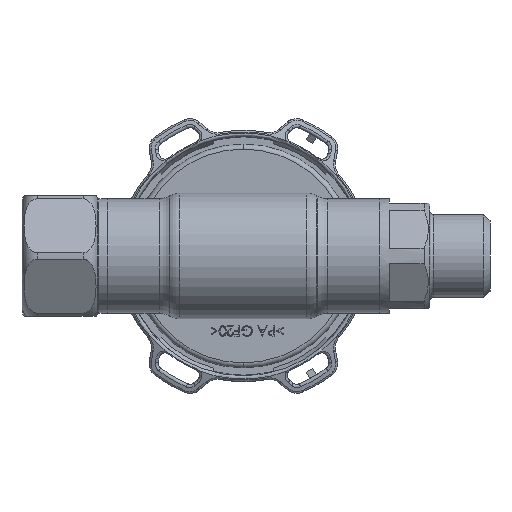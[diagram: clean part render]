
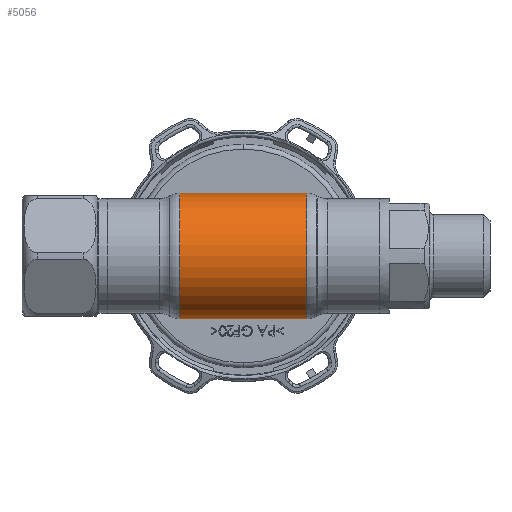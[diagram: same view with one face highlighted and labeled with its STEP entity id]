
A CAD part, front view. The second image highlights one B-rep face of the part: STEP entity #5056.
In plain terms, the highlighted cylindrical face has radius 12.5 mm (diameter 25 mm), a partial arc.
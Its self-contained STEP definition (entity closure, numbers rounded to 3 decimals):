
#250 = AXIS2_PLACEMENT_3D ( 'NONE', #30181, #16342, #15857 ) ;
#559 = DIRECTION ( 'NONE',  ( 0., 0., 1. ) ) ;
#1320 = VERTEX_POINT ( 'NONE', #1591 ) ;
#1591 = CARTESIAN_POINT ( 'NONE',  ( 12.606, 0., -12.5 ) ) ;
#3935 = CIRCLE ( 'NONE', #28926, 12.5 ) ;
#4613 = EDGE_CURVE ( 'NONE', #8489, #22040, #28396, .T. ) ;
#5056 = ADVANCED_FACE ( 'NONE', ( #33467 ), #5800, .T. ) ;
#5800 = CYLINDRICAL_SURFACE ( 'NONE', #32350, 12.5 ) ;
#6063 = EDGE_CURVE ( 'NONE', #28627, #22040, #15933, .T. ) ;
#8489 = VERTEX_POINT ( 'NONE', #24374 ) ;
#9271 = EDGE_CURVE ( 'NONE', #1320, #28627, #10030, .T. ) ;
#9795 = DIRECTION ( 'NONE',  ( 0., 0., 1. ) ) ;
#10030 = LINE ( 'NONE', #21119, #17795 ) ;
#11684 = CARTESIAN_POINT ( 'NONE',  ( -12.606, 0., 12.5 ) ) ;
#15292 = CARTESIAN_POINT ( 'NONE',  ( -12.606, 0., -12.5 ) ) ;
#15857 = DIRECTION ( 'NONE',  ( 0., 0., 1. ) ) ;
#15933 = CIRCLE ( 'NONE', #250, 12.5 ) ;
#16342 = DIRECTION ( 'NONE',  ( -1., 0., 0. ) ) ;
#16902 = CARTESIAN_POINT ( 'NONE',  ( -62.69, 0., 0. ) ) ;
#17657 = DIRECTION ( 'NONE',  ( -1., 0., 0. ) ) ;
#17795 = VECTOR ( 'NONE', #17657, 1000. ) ;
#20713 = CARTESIAN_POINT ( 'NONE',  ( 12.606, 0., 0. ) ) ;
#20925 = ORIENTED_EDGE ( 'NONE', *, *, #6063, .F. ) ;
#21119 = CARTESIAN_POINT ( 'NONE',  ( -62.69, 0., -12.5 ) ) ;
#21252 = DIRECTION ( 'NONE',  ( -1., 0., 0. ) ) ;
#22040 = VERTEX_POINT ( 'NONE', #11684 ) ;
#22754 = DIRECTION ( 'NONE',  ( -1., 0., 0. ) ) ;
#24374 = CARTESIAN_POINT ( 'NONE',  ( 12.606, 0., 12.5 ) ) ;
#26688 = EDGE_CURVE ( 'NONE', #1320, #8489, #3935, .T. ) ;
#27351 = EDGE_LOOP ( 'NONE', ( #28938, #28585, #31599, #20925 ) ) ;
#28396 = LINE ( 'NONE', #28908, #32296 ) ;
#28585 = ORIENTED_EDGE ( 'NONE', *, *, #26688, .T. ) ;
#28627 = VERTEX_POINT ( 'NONE', #15292 ) ;
#28908 = CARTESIAN_POINT ( 'NONE',  ( -62.69, 0., 12.5 ) ) ;
#28926 = AXIS2_PLACEMENT_3D ( 'NONE', #20713, #21252, #9795 ) ;
#28938 = ORIENTED_EDGE ( 'NONE', *, *, #9271, .F. ) ;
#30181 = CARTESIAN_POINT ( 'NONE',  ( -12.606, 0., 0. ) ) ;
#31599 = ORIENTED_EDGE ( 'NONE', *, *, #4613, .T. ) ;
#32011 = DIRECTION ( 'NONE',  ( -1., 0., 0. ) ) ;
#32296 = VECTOR ( 'NONE', #32011, 1000. ) ;
#32350 = AXIS2_PLACEMENT_3D ( 'NONE', #16902, #22754, #559 ) ;
#33467 = FACE_OUTER_BOUND ( 'NONE', #27351, .T. ) ;
